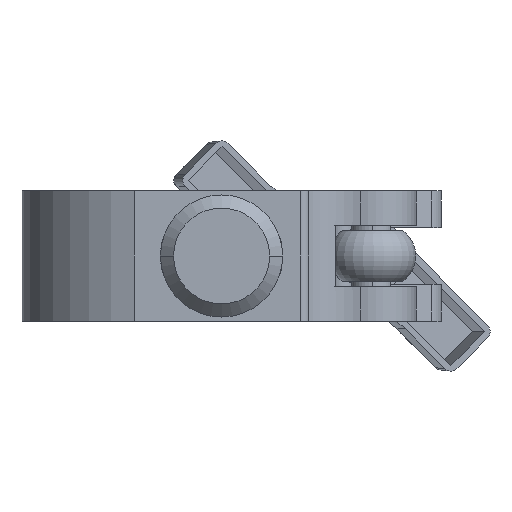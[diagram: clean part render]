
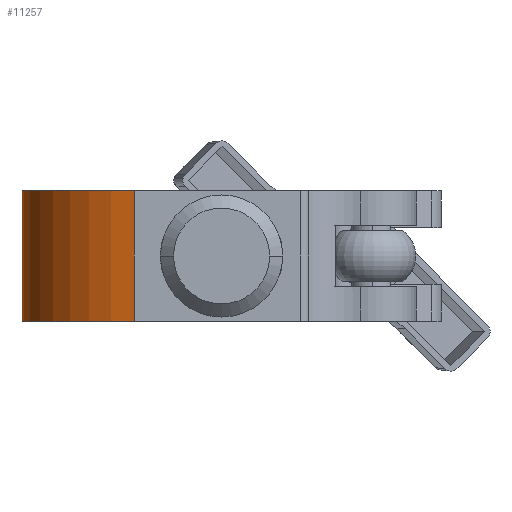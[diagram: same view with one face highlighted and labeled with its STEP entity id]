
A CAD part, front view. The second image highlights one B-rep face of the part: STEP entity #11257.
In plain terms, the highlighted cylindrical face has radius 33.267 mm (diameter 66.535 mm), a partial arc.
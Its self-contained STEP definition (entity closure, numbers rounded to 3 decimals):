
#1560 = EDGE_CURVE ( 'NONE', #12216, #15922, #4383, .T. ) ;
#3143 = CARTESIAN_POINT ( 'NONE',  ( -12.473, -52.082, -14.95 ) ) ;
#3168 = EDGE_CURVE ( 'NONE', #10531, #20506, #20682, .T. ) ;
#4234 = DIRECTION ( 'NONE',  ( 0., 0., 1. ) ) ;
#4383 = LINE ( 'NONE', #9600, #24754 ) ;
#4440 = DIRECTION ( 'NONE',  ( 0., 0., -1. ) ) ;
#4641 = CARTESIAN_POINT ( 'NONE',  ( -12.473, -52.082, 14.95 ) ) ;
#4725 = CARTESIAN_POINT ( 'NONE',  ( -20.041, -84.477, 14.95 ) ) ;
#5122 = DIRECTION ( 'NONE',  ( 1., 0., 0. ) ) ;
#5545 = VECTOR ( 'NONE', #4440, 1000. ) ;
#5826 = AXIS2_PLACEMENT_3D ( 'NONE', #3143, #13149, #5122 ) ;
#6289 = CIRCLE ( 'NONE', #5826, 33.267 ) ;
#6402 = CARTESIAN_POINT ( 'NONE',  ( -12.473, -52.082, 14.95 ) ) ;
#8327 = CARTESIAN_POINT ( 'NONE',  ( -45.74, -52.082, 14.95 ) ) ;
#9600 = CARTESIAN_POINT ( 'NONE',  ( -20.041, -84.477, 14.95 ) ) ;
#10129 = DIRECTION ( 'NONE',  ( 1., 0., 0. ) ) ;
#10531 = VERTEX_POINT ( 'NONE', #19498 ) ;
#11257 = ADVANCED_FACE ( 'NONE', ( #24576 ), #17794, .T. ) ;
#11930 = CARTESIAN_POINT ( 'NONE',  ( -45.74, -52.082, -14.95 ) ) ;
#12216 = VERTEX_POINT ( 'NONE', #4725 ) ;
#13149 = DIRECTION ( 'NONE',  ( 0., 0., 1. ) ) ;
#13802 = ORIENTED_EDGE ( 'NONE', *, *, #1560, .F. ) ;
#14381 = DIRECTION ( 'NONE',  ( 0., 0., -1. ) ) ;
#15024 = ORIENTED_EDGE ( 'NONE', *, *, #3168, .T. ) ;
#15922 = VERTEX_POINT ( 'NONE', #21553 ) ;
#17237 = EDGE_LOOP ( 'NONE', ( #24466, #15024, #21534, #13802 ) ) ;
#17794 = CYLINDRICAL_SURFACE ( 'NONE', #25326, 33.267 ) ;
#18348 = DIRECTION ( 'NONE',  ( -1., 0., 0. ) ) ;
#18612 = AXIS2_PLACEMENT_3D ( 'NONE', #6402, #4234, #10129 ) ;
#19496 = DIRECTION ( 'NONE',  ( 0., 0., -1. ) ) ;
#19498 = CARTESIAN_POINT ( 'NONE',  ( -45.74, -52.082, 14.95 ) ) ;
#20244 = EDGE_CURVE ( 'NONE', #20506, #15922, #6289, .T. ) ;
#20506 = VERTEX_POINT ( 'NONE', #11930 ) ;
#20626 = CIRCLE ( 'NONE', #18612, 33.267 ) ;
#20682 = LINE ( 'NONE', #8327, #5545 ) ;
#21534 = ORIENTED_EDGE ( 'NONE', *, *, #20244, .T. ) ;
#21553 = CARTESIAN_POINT ( 'NONE',  ( -20.041, -84.477, -14.95 ) ) ;
#24466 = ORIENTED_EDGE ( 'NONE', *, *, #25149, .F. ) ;
#24576 = FACE_OUTER_BOUND ( 'NONE', #17237, .T. ) ;
#24754 = VECTOR ( 'NONE', #19496, 1000. ) ;
#25149 = EDGE_CURVE ( 'NONE', #10531, #12216, #20626, .T. ) ;
#25326 = AXIS2_PLACEMENT_3D ( 'NONE', #4641, #14381, #18348 ) ;
